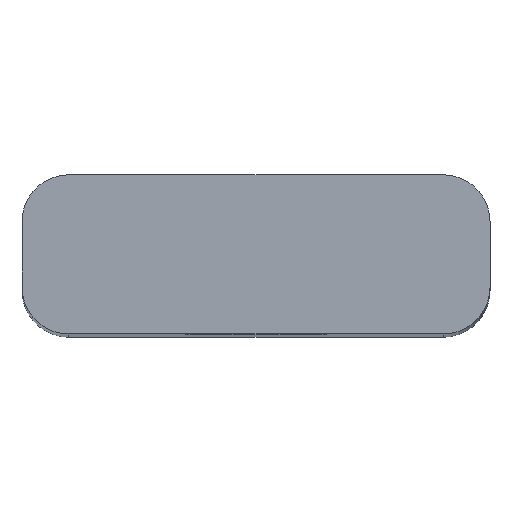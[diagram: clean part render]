
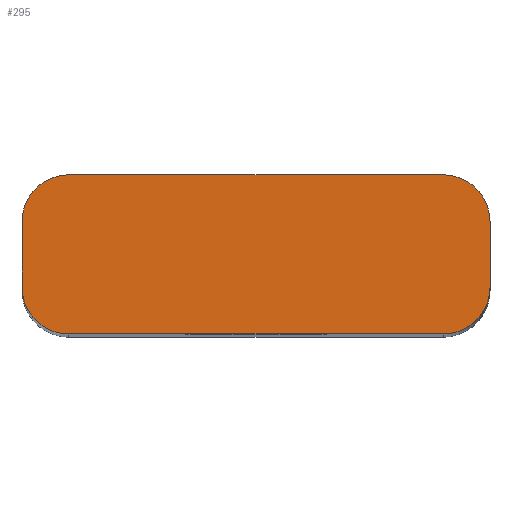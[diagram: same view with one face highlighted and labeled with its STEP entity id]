
A CAD part, top view. The second image highlights one B-rep face of the part: STEP entity #295.
In plain terms, the highlighted planar face has unit normal (0, 0, 1).
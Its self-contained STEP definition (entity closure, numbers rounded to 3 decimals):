
#3 = LINE ( 'NONE', #48, #516 ) ;
#6 = EDGE_CURVE ( 'NONE', #497, #199, #365, .T. ) ;
#11 = VERTEX_POINT ( 'NONE', #27 ) ;
#25 = DIRECTION ( 'NONE',  ( 1., 0., 0. ) ) ;
#27 = CARTESIAN_POINT ( 'NONE',  ( 0., 2.4, 0. ) ) ;
#32 = VECTOR ( 'NONE', #466, 1000. ) ;
#35 = EDGE_CURVE ( 'NONE', #199, #11, #60, .T. ) ;
#40 = DIRECTION ( 'NONE',  ( 1., 0., 0. ) ) ;
#47 = LINE ( 'NONE', #300, #118 ) ;
#48 = CARTESIAN_POINT ( 'NONE',  ( 0., 0., 0. ) ) ;
#58 = VERTEX_POINT ( 'NONE', #313 ) ;
#60 = CIRCLE ( 'NONE', #183, 1. ) ;
#77 = DIRECTION ( 'NONE',  ( 1., 0., 0. ) ) ;
#99 = ORIENTED_EDGE ( 'NONE', *, *, #500, .F. ) ;
#105 = VERTEX_POINT ( 'NONE', #226 ) ;
#118 = VECTOR ( 'NONE', #475, 1000. ) ;
#120 = CARTESIAN_POINT ( 'NONE',  ( 1., 0., 0. ) ) ;
#122 = FACE_OUTER_BOUND ( 'NONE', #308, .T. ) ;
#132 = DIRECTION ( 'NONE',  ( 0., 1., 0. ) ) ;
#148 = ORIENTED_EDGE ( 'NONE', *, *, #341, .T. ) ;
#151 = AXIS2_PLACEMENT_3D ( 'NONE', #509, #173, #40 ) ;
#153 = ORIENTED_EDGE ( 'NONE', *, *, #35, .T. ) ;
#156 = CIRCLE ( 'NONE', #444, 1. ) ;
#165 = CARTESIAN_POINT ( 'NONE',  ( 10., 0., 0. ) ) ;
#171 = VERTEX_POINT ( 'NONE', #120 ) ;
#173 = DIRECTION ( 'NONE',  ( 0., 0., 1. ) ) ;
#174 = VERTEX_POINT ( 'NONE', #501 ) ;
#183 = AXIS2_PLACEMENT_3D ( 'NONE', #187, #483, #232 ) ;
#187 = CARTESIAN_POINT ( 'NONE',  ( 1., 2.4, 0. ) ) ;
#199 = VERTEX_POINT ( 'NONE', #241 ) ;
#210 = CARTESIAN_POINT ( 'NONE',  ( 9., 2.4, 0. ) ) ;
#226 = CARTESIAN_POINT ( 'NONE',  ( 10., 1., 0. ) ) ;
#232 = DIRECTION ( 'NONE',  ( 1., 0., 0. ) ) ;
#236 = DIRECTION ( 'NONE',  ( 0., 0., 1. ) ) ;
#241 = CARTESIAN_POINT ( 'NONE',  ( 1., 3.4, 0. ) ) ;
#250 = CIRCLE ( 'NONE', #151, 1. ) ;
#252 = LINE ( 'NONE', #165, #32 ) ;
#263 = ORIENTED_EDGE ( 'NONE', *, *, #395, .T. ) ;
#278 = CARTESIAN_POINT ( 'NONE',  ( 10., 0., 0. ) ) ;
#288 = PLANE ( 'NONE',  #354 ) ;
#292 = AXIS2_PLACEMENT_3D ( 'NONE', #210, #386, #505 ) ;
#295 = ADVANCED_FACE ( 'NONE', ( #122 ), #288, .T. ) ;
#300 = CARTESIAN_POINT ( 'NONE',  ( 10., 0., 0. ) ) ;
#308 = EDGE_LOOP ( 'NONE', ( #263, #148, #347, #153, #518, #434, #99, #513 ) ) ;
#309 = CARTESIAN_POINT ( 'NONE',  ( 9., 3.4, 0. ) ) ;
#313 = CARTESIAN_POINT ( 'NONE',  ( 0., 1., 0. ) ) ;
#318 = CARTESIAN_POINT ( 'NONE',  ( 10., 3.4, 0. ) ) ;
#321 = EDGE_CURVE ( 'NONE', #174, #105, #250, .T. ) ;
#341 = EDGE_CURVE ( 'NONE', #393, #497, #537, .T. ) ;
#345 = CARTESIAN_POINT ( 'NONE',  ( 1., 1., 0. ) ) ;
#347 = ORIENTED_EDGE ( 'NONE', *, *, #6, .T. ) ;
#354 = AXIS2_PLACEMENT_3D ( 'NONE', #278, #236, #25 ) ;
#365 = LINE ( 'NONE', #318, #399 ) ;
#386 = DIRECTION ( 'NONE',  ( 0., 0., 1. ) ) ;
#393 = VERTEX_POINT ( 'NONE', #464 ) ;
#395 = EDGE_CURVE ( 'NONE', #105, #393, #252, .T. ) ;
#399 = VECTOR ( 'NONE', #488, 1000. ) ;
#434 = ORIENTED_EDGE ( 'NONE', *, *, #547, .T. ) ;
#441 = EDGE_CURVE ( 'NONE', #58, #11, #3, .T. ) ;
#444 = AXIS2_PLACEMENT_3D ( 'NONE', #345, #471, #77 ) ;
#464 = CARTESIAN_POINT ( 'NONE',  ( 10., 2.4, 0. ) ) ;
#466 = DIRECTION ( 'NONE',  ( 0., 1., 0. ) ) ;
#471 = DIRECTION ( 'NONE',  ( 0., 0., 1. ) ) ;
#475 = DIRECTION ( 'NONE',  ( -1., 0., 0. ) ) ;
#483 = DIRECTION ( 'NONE',  ( 0., 0., 1. ) ) ;
#488 = DIRECTION ( 'NONE',  ( -1., 0., 0. ) ) ;
#497 = VERTEX_POINT ( 'NONE', #309 ) ;
#500 = EDGE_CURVE ( 'NONE', #174, #171, #47, .T. ) ;
#501 = CARTESIAN_POINT ( 'NONE',  ( 9., 0., 0. ) ) ;
#505 = DIRECTION ( 'NONE',  ( 1., 0., 0. ) ) ;
#509 = CARTESIAN_POINT ( 'NONE',  ( 9., 1., 0. ) ) ;
#513 = ORIENTED_EDGE ( 'NONE', *, *, #321, .T. ) ;
#516 = VECTOR ( 'NONE', #132, 1000. ) ;
#518 = ORIENTED_EDGE ( 'NONE', *, *, #441, .F. ) ;
#537 = CIRCLE ( 'NONE', #292, 1. ) ;
#547 = EDGE_CURVE ( 'NONE', #58, #171, #156, .T. ) ;
